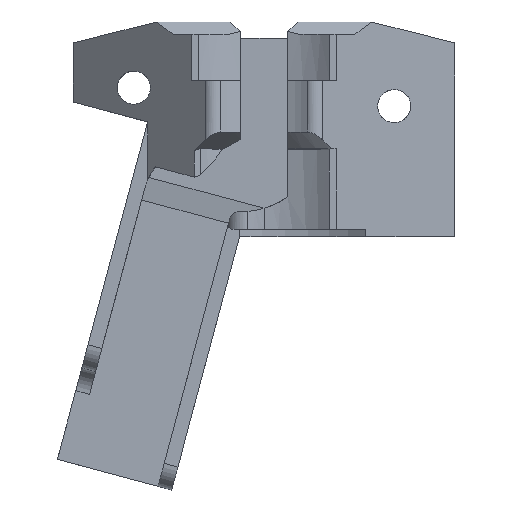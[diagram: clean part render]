
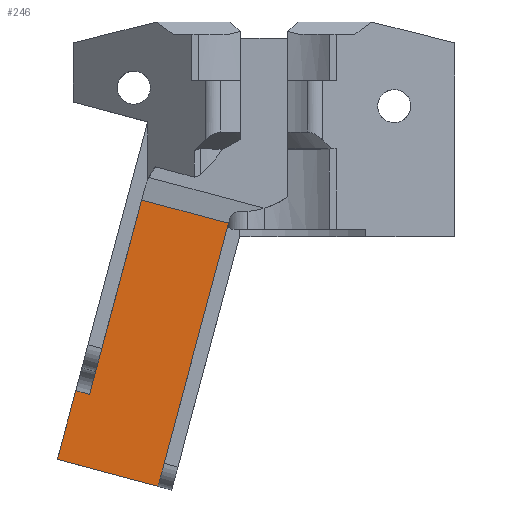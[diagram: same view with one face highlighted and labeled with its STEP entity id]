
A CAD part, top view. The second image highlights one B-rep face of the part: STEP entity #246.
In plain terms, the highlighted planar face has unit normal (0, 0, 1).
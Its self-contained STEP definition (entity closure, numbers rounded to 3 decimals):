
#39 = CARTESIAN_POINT ( 'NONE',  ( -38.719, 23.416, 189.425 ) ) ;
#85 = EDGE_CURVE ( 'NONE', #1393, #1710, #1243, .T. ) ;
#141 = DIRECTION ( 'NONE',  ( 0.259, 0.966, 0. ) ) ;
#246 = ADVANCED_FACE ( 'NONE', ( #917 ), #326, .F. ) ;
#247 = VECTOR ( 'NONE', #1507, 1000. ) ;
#256 = EDGE_CURVE ( 'NONE', #555, #1454, #2084, .T. ) ;
#320 = EDGE_LOOP ( 'NONE', ( #1942, #845, #1686, #402, #2070, #1110 ) ) ;
#326 = PLANE ( 'NONE',  #570 ) ;
#346 = DIRECTION ( 'NONE',  ( 0.259, 0.966, 0. ) ) ;
#402 = ORIENTED_EDGE ( 'NONE', *, *, #1990, .F. ) ;
#473 = EDGE_CURVE ( 'NONE', #1710, #897, #1961, .T. ) ;
#555 = VERTEX_POINT ( 'NONE', #1786 ) ;
#570 = AXIS2_PLACEMENT_3D ( 'NONE', #870, #2167, #1765 ) ;
#659 = CARTESIAN_POINT ( 'NONE',  ( -37.331, -0.767, 189.425 ) ) ;
#684 = VECTOR ( 'NONE', #1299, 1000. ) ;
#730 = LINE ( 'NONE', #1247, #881 ) ;
#732 = LINE ( 'NONE', #879, #790 ) ;
#785 = CARTESIAN_POINT ( 'NONE',  ( -31.378, 21.449, 189.425 ) ) ;
#790 = VECTOR ( 'NONE', #346, 1000. ) ;
#845 = ORIENTED_EDGE ( 'NONE', *, *, #473, .F. ) ;
#870 = CARTESIAN_POINT ( 'NONE',  ( -13.879, -7.051, 189.425 ) ) ;
#879 = CARTESIAN_POINT ( 'NONE',  ( -44.672, 1.2, 189.425 ) ) ;
#881 = VECTOR ( 'NONE', #141, 1000. ) ;
#888 = VECTOR ( 'NONE', #1789, 1000. ) ;
#897 = VERTEX_POINT ( 'NONE', #1032 ) ;
#917 = FACE_OUTER_BOUND ( 'NONE', #320, .T. ) ;
#995 = CARTESIAN_POINT ( 'NONE',  ( -31.378, 21.449, 189.425 ) ) ;
#1032 = CARTESIAN_POINT ( 'NONE',  ( -45.831, 1.51, 189.425 ) ) ;
#1042 = CARTESIAN_POINT ( 'NONE',  ( -13.879, -7.051, 189.425 ) ) ;
#1061 = CARTESIAN_POINT ( 'NONE',  ( -43.119, 6.995, 189.425 ) ) ;
#1110 = ORIENTED_EDGE ( 'NONE', *, *, #256, .F. ) ;
#1155 = VECTOR ( 'NONE', #2145, 1000. ) ;
#1243 = LINE ( 'NONE', #785, #247 ) ;
#1247 = CARTESIAN_POINT ( 'NONE',  ( -45.831, 1.51, 189.425 ) ) ;
#1299 = DIRECTION ( 'NONE',  ( 0.966, -0.259, 0. ) ) ;
#1393 = VERTEX_POINT ( 'NONE', #995 ) ;
#1454 = VERTEX_POINT ( 'NONE', #2105 ) ;
#1507 = DIRECTION ( 'NONE',  ( -0.259, -0.966, 0. ) ) ;
#1671 = CARTESIAN_POINT ( 'NONE',  ( -38.719, 23.416, 189.425 ) ) ;
#1686 = ORIENTED_EDGE ( 'NONE', *, *, #85, .F. ) ;
#1710 = VERTEX_POINT ( 'NONE', #659 ) ;
#1765 = DIRECTION ( 'NONE',  ( 1., 0., 0. ) ) ;
#1786 = CARTESIAN_POINT ( 'NONE',  ( -44.278, 7.306, 189.425 ) ) ;
#1789 = DIRECTION ( 'NONE',  ( 0.966, -0.259, 0. ) ) ;
#1834 = LINE ( 'NONE', #1671, #684 ) ;
#1942 = ORIENTED_EDGE ( 'NONE', *, *, #2314, .F. ) ;
#1961 = LINE ( 'NONE', #1042, #1155 ) ;
#1968 = EDGE_CURVE ( 'NONE', #1454, #2124, #732, .T. ) ;
#1990 = EDGE_CURVE ( 'NONE', #2124, #1393, #1834, .T. ) ;
#2070 = ORIENTED_EDGE ( 'NONE', *, *, #1968, .F. ) ;
#2084 = LINE ( 'NONE', #1061, #888 ) ;
#2105 = CARTESIAN_POINT ( 'NONE',  ( -43.119, 6.995, 189.425 ) ) ;
#2124 = VERTEX_POINT ( 'NONE', #39 ) ;
#2145 = DIRECTION ( 'NONE',  ( -0.966, 0.259, 0. ) ) ;
#2167 = DIRECTION ( 'NONE',  ( 0., 0., -1. ) ) ;
#2314 = EDGE_CURVE ( 'NONE', #897, #555, #730, .T. ) ;
